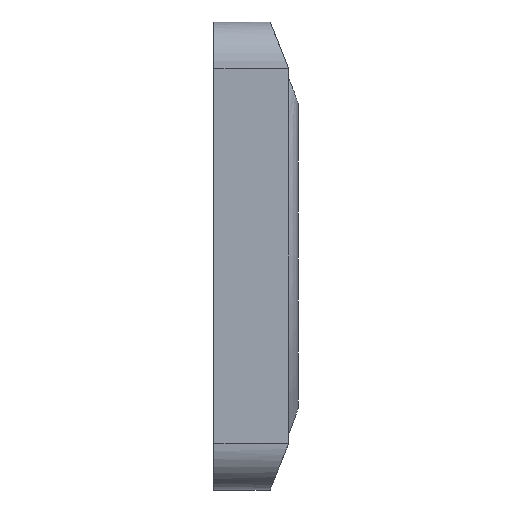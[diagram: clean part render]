
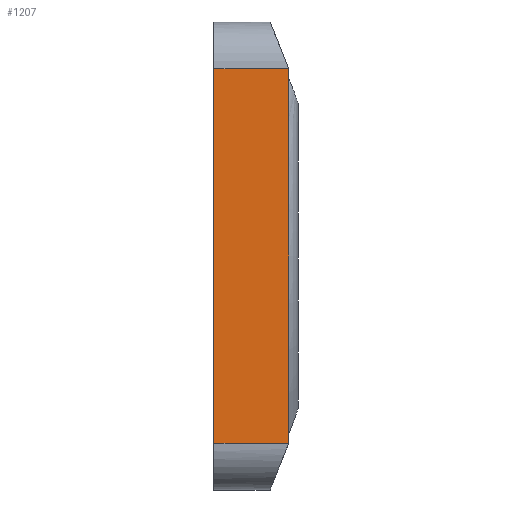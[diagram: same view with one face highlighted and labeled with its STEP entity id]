
A CAD part, front view. The second image highlights one B-rep face of the part: STEP entity #1207.
In plain terms, the highlighted planar face has unit normal (0, -1, 0).
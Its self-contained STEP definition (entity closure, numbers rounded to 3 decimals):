
#21 = LINE ( 'NONE', #590, #189 ) ;
#164 = ORIENTED_EDGE ( 'NONE', *, *, #2265, .F. ) ;
#181 = LINE ( 'NONE', #308, #462 ) ;
#189 = VECTOR ( 'NONE', #231, 1000. ) ;
#207 = ORIENTED_EDGE ( 'NONE', *, *, #2178, .F. ) ;
#231 = DIRECTION ( 'NONE',  ( 1., 0., 0. ) ) ;
#283 = CARTESIAN_POINT ( 'NONE',  ( 0., -16., -32.5 ) ) ;
#308 = CARTESIAN_POINT ( 'NONE',  ( 0., -16., 7.5 ) ) ;
#406 = FACE_OUTER_BOUND ( 'NONE', #960, .T. ) ;
#408 = EDGE_CURVE ( 'NONE', #1377, #641, #483, .T. ) ;
#462 = VECTOR ( 'NONE', #1829, 1000. ) ;
#464 = CARTESIAN_POINT ( 'NONE',  ( 0., -16., -32.5 ) ) ;
#483 = LINE ( 'NONE', #1217, #2305 ) ;
#590 = CARTESIAN_POINT ( 'NONE',  ( 0., -16., -32.5 ) ) ;
#641 = VERTEX_POINT ( 'NONE', #1059 ) ;
#657 = ORIENTED_EDGE ( 'NONE', *, *, #2392, .T. ) ;
#920 = LINE ( 'NONE', #283, #1114 ) ;
#960 = EDGE_LOOP ( 'NONE', ( #1155, #207, #164, #657 ) ) ;
#1015 = CARTESIAN_POINT ( 'NONE',  ( 8., -16., -32.5 ) ) ;
#1059 = CARTESIAN_POINT ( 'NONE',  ( 8., -16., 7.5 ) ) ;
#1114 = VECTOR ( 'NONE', #2207, 1000. ) ;
#1128 = PLANE ( 'NONE',  #1647 ) ;
#1155 = ORIENTED_EDGE ( 'NONE', *, *, #408, .T. ) ;
#1207 = ADVANCED_FACE ( 'NONE', ( #406 ), #1128, .T. ) ;
#1217 = CARTESIAN_POINT ( 'NONE',  ( 8., -16., -32.5 ) ) ;
#1344 = VERTEX_POINT ( 'NONE', #464 ) ;
#1377 = VERTEX_POINT ( 'NONE', #1015 ) ;
#1647 = AXIS2_PLACEMENT_3D ( 'NONE', #2223, #2235, #2029 ) ;
#1674 = VERTEX_POINT ( 'NONE', #2175 ) ;
#1829 = DIRECTION ( 'NONE',  ( 1., 0., 0. ) ) ;
#1939 = DIRECTION ( 'NONE',  ( 0., 0., 1. ) ) ;
#2029 = DIRECTION ( 'NONE',  ( 0., 0., -1. ) ) ;
#2175 = CARTESIAN_POINT ( 'NONE',  ( 0., -16., 7.5 ) ) ;
#2178 = EDGE_CURVE ( 'NONE', #1674, #641, #181, .T. ) ;
#2207 = DIRECTION ( 'NONE',  ( 0., 0., 1. ) ) ;
#2223 = CARTESIAN_POINT ( 'NONE',  ( 0., -16., -12.5 ) ) ;
#2235 = DIRECTION ( 'NONE',  ( 0., -1., 0. ) ) ;
#2265 = EDGE_CURVE ( 'NONE', #1344, #1674, #920, .T. ) ;
#2305 = VECTOR ( 'NONE', #1939, 1000. ) ;
#2392 = EDGE_CURVE ( 'NONE', #1344, #1377, #21, .T. ) ;
